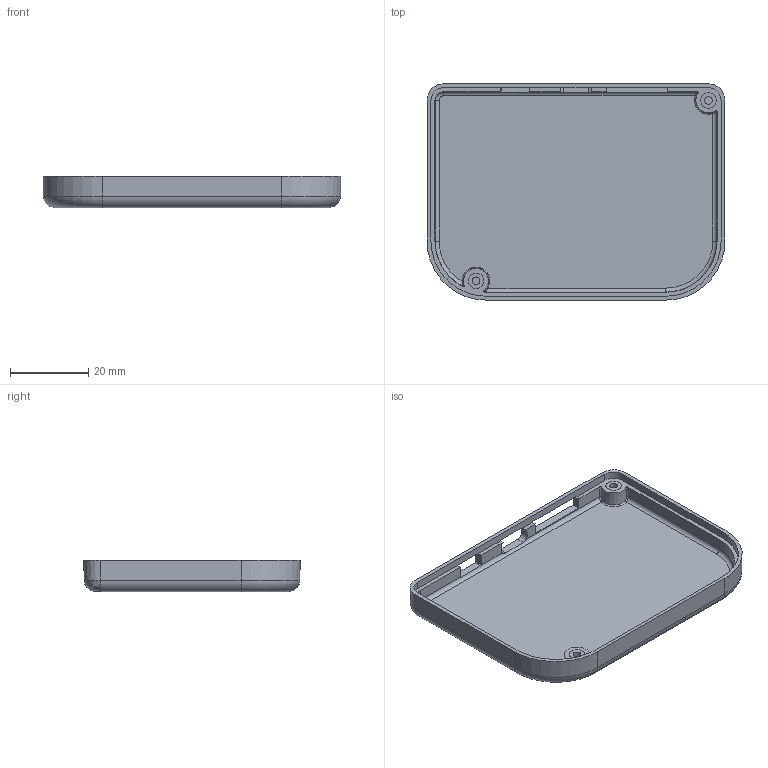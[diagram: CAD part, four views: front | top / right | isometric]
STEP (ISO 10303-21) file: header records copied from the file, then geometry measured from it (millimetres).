
FILE_DESCRIPTION(/* description */ (''),/* implementation_level */ '2;1');
FILE_NAME(/* name */ 'bbq20keyboard_case_3_2021.12.13(2).stp',/* time_stamp */ '2021-12-13T23:35:12+08:00',/* author */ (''),/* organization */ (''),/* preprocessor_version */ 'ST-DEVELOPER v16',/* originating_system */ 'SIEMENS PLM Software NX 10.0',/* authorisation */ '');
FILE_SCHEMA (('AUTOMOTIVE_DESIGN { 1 0 10303 214 3 1 1 1 }'));
Length unit declared in the file: millimetre
Products named in the file (1): Admi0D4446C924wo
Bounding box: 76.3 x 55.4 x 8 mm (x, y, z)
Volume: 10181.6 mm3; surface area: 11380.1 mm2
Topology: 3 solids, 3 shells, 100 faces, 264 edges, 168 vertices
Faces by surface type: plane 38, cone 24, cylinder 18, bspline 11, torus 9
Full cylindrical faces by diameter (mm): 2 x2, 4 x2
Entity records: 4066 total; most frequent: CARTESIAN_POINT 1055, ORIENTED_EDGE 516, DIRECTION 506, EDGE_CURVE 258, AXIS2_PLACEMENT_3D 194, VERTEX_POINT 168, LINE 118, VECTOR 118
